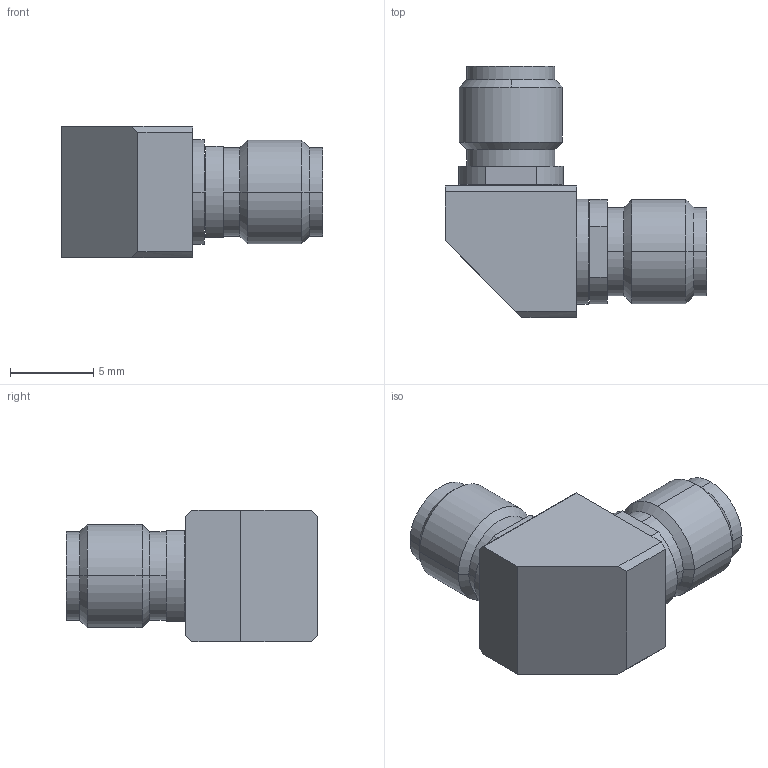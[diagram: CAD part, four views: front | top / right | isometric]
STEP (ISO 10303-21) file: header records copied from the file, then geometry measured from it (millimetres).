
FILE_DESCRIPTION (( 'STEP AP214' ), '1' );
FILE_NAME ('FMAD1565_3D.STEP', '2022-08-03T21:40:19', ( '' ), ( '' ), 'SwSTEP 2.0', 'SolidWorks 2021', '' );
FILE_SCHEMA (( 'AUTOMOTIVE_DESIGN' ));
Length unit declared in the file: millimetre
Products named in the file (4): Copy of ALS-K3K8-3-RIGHT^FMAD1565; Copy of ALS-K3K8-4^FMAD1565; Copy of ALS-A8K3-18-4^FMAD1565; FMAD1565_3D
Assembly tree (3 placements, depth 2):
  FMAD1565_3D
    Copy of ALS-K3K8-3-RIGHT^FMAD1565
    Copy of ALS-A8K3-18-4^FMAD1565
    Copy of ALS-K3K8-4^FMAD1565
Bounding box: 15.75 x 15.1 x 7.92 mm (x, y, z)
Volume: 827 mm3; surface area: 859.8 mm2
Topology: 3 solids, 3 shells, 96 faces, 211 edges, 128 vertices
Faces by surface type: cylinder 50, cone 24, plane 22
Entity records: 2793 total; most frequent: DIRECTION 521, CARTESIAN_POINT 447, ORIENTED_EDGE 422, EDGE_CURVE 211, AXIS2_PLACEMENT_3D 210, VERTEX_POINT 128, CIRCLE 108, EDGE_LOOP 103
